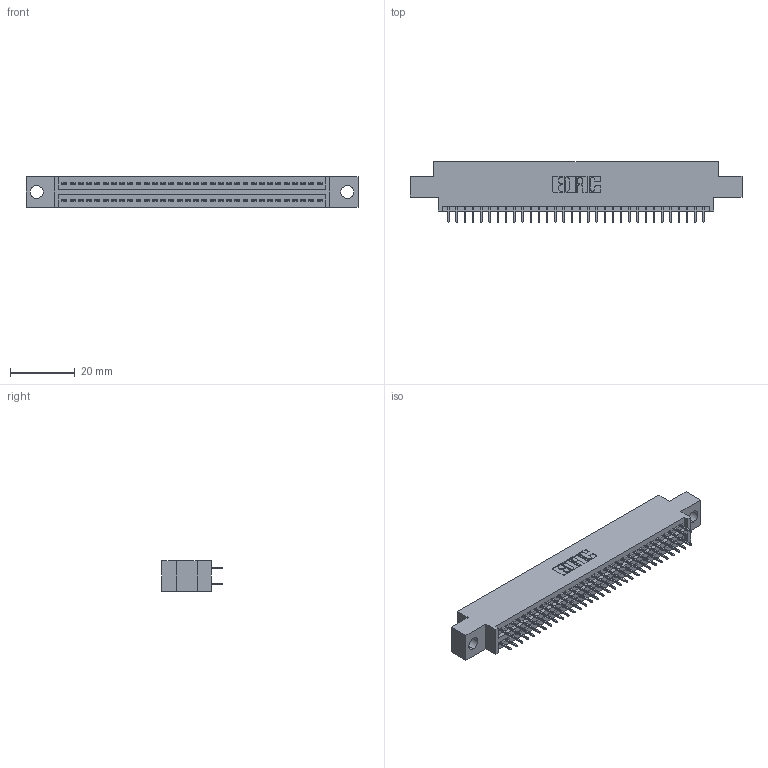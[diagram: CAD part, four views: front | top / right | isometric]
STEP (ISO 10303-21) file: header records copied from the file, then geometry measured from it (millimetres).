
FILE_DESCRIPTION (( 'STEP AP203' ), '1' );
FILE_NAME ('845-064-525-804.STEP', '2020-09-23T18:14:01', ( '' ), ( '' ), 'SwSTEP 2.0', 'SolidWorks 2020', '' );
FILE_SCHEMA (( 'CONFIG_CONTROL_DESIGN' ));
Length unit declared in the file: inch
Products named in the file (3): 345-292-001_345-293-125; 845 Part_0.170 Offset - 0.156 Dia-TH; 845-064-525-804
Assembly tree (65 placements, depth 2):
  845-064-525-804
    845 Part_0.170 Offset - 0.156 Dia-TH
    345-292-001_345-293-125  x64
Bounding box: 102.49 x 18.72 x 9.4 mm (x, y, z)
Volume: 9556.5 mm3; surface area: 13573.6 mm2
Topology: 65 solids, 65 shells, 3586 faces, 10145 edges, 6506 vertices
Faces by surface type: plane 2580, cylinder 1006
Entity records: 26663 total; most frequent: CARTESIAN_POINT 4480, ORIENTED_EDGE 4414, DIRECTION 3963, EDGE_CURVE 2207, VECTOR 1951, LINE 1951, VERTEX_POINT 1466, AXIS2_PLACEMENT_3D 1006
